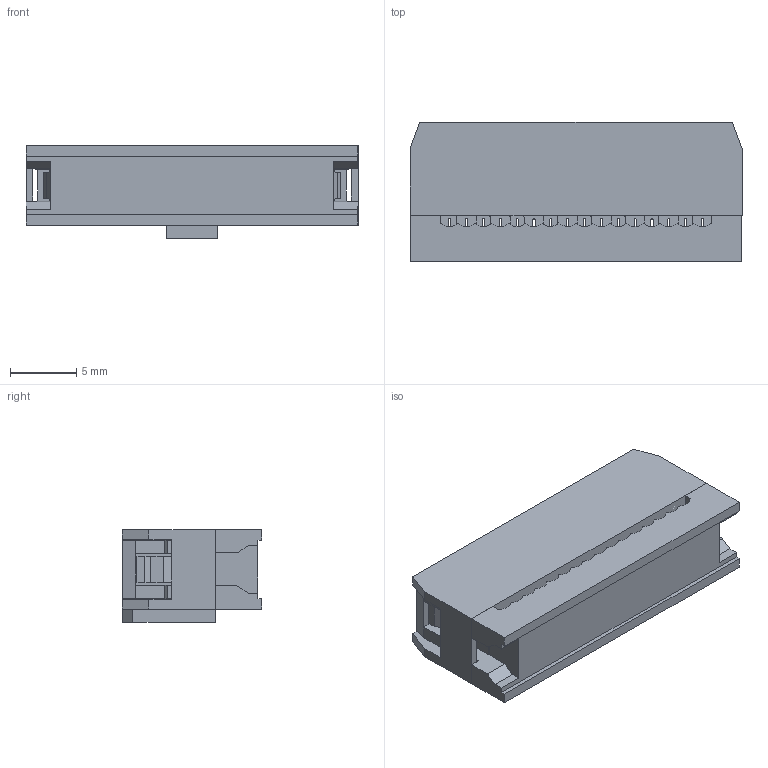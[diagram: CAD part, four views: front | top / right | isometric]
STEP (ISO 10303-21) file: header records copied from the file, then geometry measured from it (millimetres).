
FILE_DESCRIPTION( ('This file contains a STEP AP42 implementation' ,'as created by ZW3D STEP Interface translator.') ,'2;1' );
FILE_NAME( '5211-16DBS3BW01.stp' ,'231214. 94554', (''), ('ZWCAD Software Co.'), 'Version 1.0', 'ZW3D to STEP translator', '' );
FILE_SCHEMA(('AUTOMOTIVE_DESIGN { 1 0 10303 214 1 1 1 1 }'));
Length unit declared in the file: millimetre
Products named in the file (2): 0; 5211-16DBS3BW01
Bounding box: 25.02 x 10.5 x 7 mm (x, y, z)
Volume: 1357 mm3; surface area: 1735.3 mm2
Topology: 2 solids, 2 shells, 615 faces, 1799 edges, 1192 vertices
Faces by surface type: plane 389, cylinder 226
Entity records: 21262 total; most frequent: ORIENTED_EDGE 3646, CARTESIAN_POINT 3607, DIRECTION 3598, EDGE_CURVE 1799, VECTOR 1232, LINE 1232, VERTEX_POINT 1192, AXIS2_PLACEMENT_3D 1183
